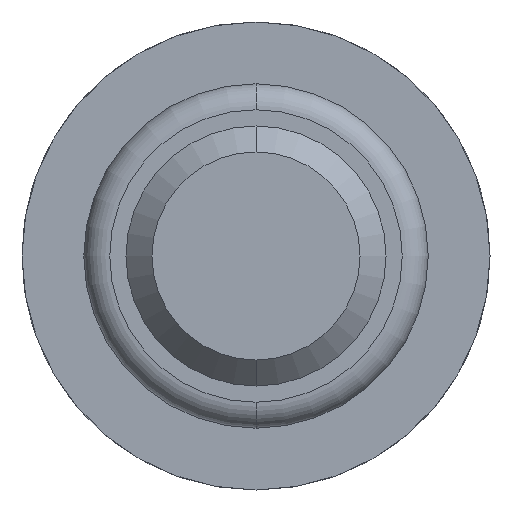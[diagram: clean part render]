
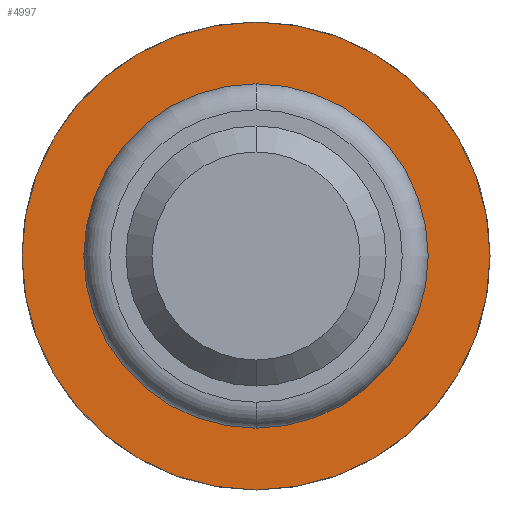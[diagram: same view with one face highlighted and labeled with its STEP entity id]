
A CAD part, front view. The second image highlights one B-rep face of the part: STEP entity #4997.
In plain terms, the highlighted planar face has unit normal (0, -1, 0).
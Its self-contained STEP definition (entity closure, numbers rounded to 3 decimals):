
#345 = DIRECTION ( 'NONE',  ( 0., 1., 0. ) ) ;
#416 = VERTEX_POINT ( 'NONE', #1629 ) ;
#435 = ORIENTED_EDGE ( 'NONE', *, *, #519, .F. ) ;
#501 = DIRECTION ( 'NONE',  ( 0., 0., 1. ) ) ;
#509 = CIRCLE ( 'NONE', #2679, 1.325 ) ;
#519 = EDGE_CURVE ( 'Defeature ausgef�hrt6_12+Defeature ausgef�hrt6_13+Defeature ausgef�hrt6_13+Defeature ausgef�hrt6_13', #5185, #416, #1222, .T. ) ;
#592 = DIRECTION ( 'NONE',  ( 0., 0., 1. ) ) ;
#1171 = CARTESIAN_POINT ( 'NONE',  ( 1.8, -1.8, 0. ) ) ;
#1222 = CIRCLE ( 'NONE', #2604, 1.8 ) ;
#1470 = CARTESIAN_POINT ( 'NONE',  ( 0., -1.8, -1.325 ) ) ;
#1490 = EDGE_LOOP ( 'NONE', ( #3561, #2499 ) ) ;
#1629 = CARTESIAN_POINT ( 'NONE',  ( 0., -1.8, 1.8 ) ) ;
#1819 = CARTESIAN_POINT ( 'NONE',  ( 0., -1.8, 1.325 ) ) ;
#2054 = CIRCLE ( 'NONE', #4440, 1.325 ) ;
#2121 = DIRECTION ( 'NONE',  ( 0., 1., 0. ) ) ;
#2268 = DIRECTION ( 'NONE',  ( 0., 0., 1. ) ) ;
#2386 = CARTESIAN_POINT ( 'NONE',  ( 0., -1.8, 0. ) ) ;
#2410 = PLANE ( 'NONE',  #3721 ) ;
#2499 = ORIENTED_EDGE ( 'NONE', *, *, #5139, .T. ) ;
#2604 = AXIS2_PLACEMENT_3D ( 'NONE', #4570, #2121, #2268 ) ;
#2609 = DIRECTION ( 'NONE',  ( 0., 1., 0. ) ) ;
#2679 = AXIS2_PLACEMENT_3D ( 'NONE', #2386, #345, #4805 ) ;
#2792 = CIRCLE ( 'NONE', #4110, 1.8 ) ;
#3240 = EDGE_LOOP ( 'NONE', ( #4145, #435 ) ) ;
#3322 = DIRECTION ( 'NONE',  ( 0., 1., 0. ) ) ;
#3561 = ORIENTED_EDGE ( 'NONE', *, *, #4550, .T. ) ;
#3721 = AXIS2_PLACEMENT_3D ( 'NONE', #1171, #4489, #501 ) ;
#3722 = DIRECTION ( 'NONE',  ( 0., 0., 1. ) ) ;
#3761 = CARTESIAN_POINT ( 'NONE',  ( 0., -1.8, 0. ) ) ;
#3840 = CARTESIAN_POINT ( 'NONE',  ( 0., -1.8, -1.8 ) ) ;
#4110 = AXIS2_PLACEMENT_3D ( 'NONE', #5035, #2609, #592 ) ;
#4145 = ORIENTED_EDGE ( 'NONE', *, *, #4318, .F. ) ;
#4318 = EDGE_CURVE ( 'Defeature ausgef�hrt6_12+Defeature ausgef�hrt6_13+Defeature ausgef�hrt6_13+Defeature ausgef�hrt6_13', #416, #5185, #2792, .T. ) ;
#4319 = FACE_BOUND ( 'NONE', #1490, .T. ) ;
#4352 = VERTEX_POINT ( 'NONE', #1819 ) ;
#4440 = AXIS2_PLACEMENT_3D ( 'NONE', #3761, #3322, #3722 ) ;
#4489 = DIRECTION ( 'NONE',  ( 0., 1., 0. ) ) ;
#4550 = EDGE_CURVE ( 'Defeature ausgef�hrt6_13+Defeature ausgef�hrt6_14+Defeature ausgef�hrt6_14+Defeature ausgef�hrt6_14', #4352, #4808, #509, .T. ) ;
#4570 = CARTESIAN_POINT ( 'NONE',  ( 0., -1.8, 0. ) ) ;
#4805 = DIRECTION ( 'NONE',  ( 0., 0., 1. ) ) ;
#4808 = VERTEX_POINT ( 'NONE', #1470 ) ;
#4997 = ADVANCED_FACE ( 'Defeature ausgef�hrt6_13', ( #5147, #4319 ), #2410, .F. ) ;
#5035 = CARTESIAN_POINT ( 'NONE',  ( 0., -1.8, 0. ) ) ;
#5139 = EDGE_CURVE ( 'Defeature ausgef�hrt6_13+Defeature ausgef�hrt6_14+Defeature ausgef�hrt6_14+Defeature ausgef�hrt6_14', #4808, #4352, #2054, .T. ) ;
#5147 = FACE_OUTER_BOUND ( 'NONE', #3240, .T. ) ;
#5185 = VERTEX_POINT ( 'NONE', #3840 ) ;
